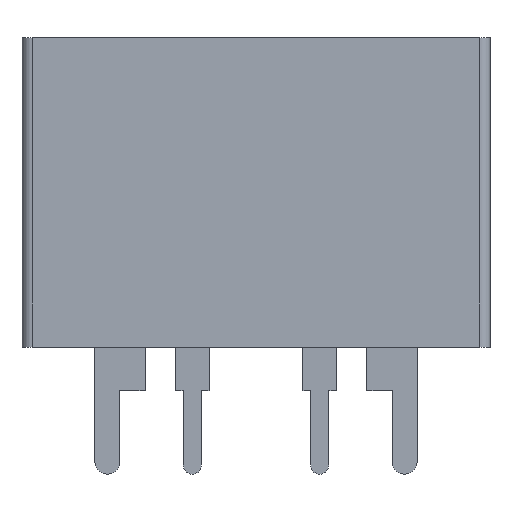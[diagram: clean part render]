
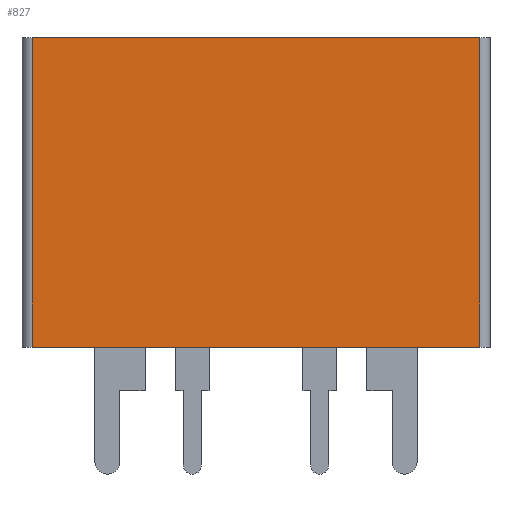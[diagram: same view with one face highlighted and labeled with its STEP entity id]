
A CAD part, top view. The second image highlights one B-rep face of the part: STEP entity #827.
In plain terms, the highlighted planar face has unit normal (0, 0, 1).
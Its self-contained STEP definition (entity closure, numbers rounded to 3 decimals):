
#10 = EDGE_CURVE ( 'NONE', #534, #3322, #106, .T. ) ;
#106 = LINE ( 'NONE', #3266, #2262 ) ;
#303 = EDGE_CURVE ( 'NONE', #534, #1214, #919, .T. ) ;
#464 = CARTESIAN_POINT ( 'NONE',  ( -10.292, -10.05, 31.75 ) ) ;
#474 = VECTOR ( 'NONE', #3024, 1000. ) ;
#534 = VERTEX_POINT ( 'NONE', #609 ) ;
#609 = CARTESIAN_POINT ( 'NONE',  ( 16.508, -10.05, 31.75 ) ) ;
#722 = LINE ( 'NONE', #2629, #1396 ) ;
#805 = DIRECTION ( 'NONE',  ( 1., 0., 0. ) ) ;
#827 = ADVANCED_FACE ( 'NONE', ( #2148 ), #1392, .F. ) ;
#917 = DIRECTION ( 'NONE',  ( 0., 1., 0. ) ) ;
#919 = LINE ( 'NONE', #1039, #474 ) ;
#943 = VECTOR ( 'NONE', #1719, 1000. ) ;
#1039 = CARTESIAN_POINT ( 'NONE',  ( 16.508, -10.05, 31.75 ) ) ;
#1214 = VERTEX_POINT ( 'NONE', #1298 ) ;
#1298 = CARTESIAN_POINT ( 'NONE',  ( 16.508, 8.45, 31.75 ) ) ;
#1392 = PLANE ( 'NONE',  #2293 ) ;
#1396 = VECTOR ( 'NONE', #917, 1000. ) ;
#1430 = VERTEX_POINT ( 'NONE', #3335 ) ;
#1580 = EDGE_CURVE ( 'NONE', #3322, #1430, #722, .T. ) ;
#1604 = ORIENTED_EDGE ( 'NONE', *, *, #303, .T. ) ;
#1693 = CARTESIAN_POINT ( 'NONE',  ( 3.108, -10.05, 31.75 ) ) ;
#1719 = DIRECTION ( 'NONE',  ( -1., 0., 0. ) ) ;
#2027 = EDGE_LOOP ( 'NONE', ( #3283, #2388, #2146, #1604 ) ) ;
#2146 = ORIENTED_EDGE ( 'NONE', *, *, #10, .F. ) ;
#2148 = FACE_OUTER_BOUND ( 'NONE', #2027, .T. ) ;
#2262 = VECTOR ( 'NONE', #3234, 1000. ) ;
#2293 = AXIS2_PLACEMENT_3D ( 'NONE', #1693, #3627, #805 ) ;
#2360 = LINE ( 'NONE', #3139, #943 ) ;
#2388 = ORIENTED_EDGE ( 'NONE', *, *, #1580, .F. ) ;
#2629 = CARTESIAN_POINT ( 'NONE',  ( -10.292, -10.05, 31.75 ) ) ;
#2717 = EDGE_CURVE ( 'NONE', #1214, #1430, #2360, .T. ) ;
#3024 = DIRECTION ( 'NONE',  ( 0., 1., 0. ) ) ;
#3139 = CARTESIAN_POINT ( 'NONE',  ( 3.108, 8.45, 31.75 ) ) ;
#3234 = DIRECTION ( 'NONE',  ( -1., 0., 0. ) ) ;
#3266 = CARTESIAN_POINT ( 'NONE',  ( 3.108, -10.05, 31.75 ) ) ;
#3283 = ORIENTED_EDGE ( 'NONE', *, *, #2717, .T. ) ;
#3322 = VERTEX_POINT ( 'NONE', #464 ) ;
#3335 = CARTESIAN_POINT ( 'NONE',  ( -10.292, 8.45, 31.75 ) ) ;
#3627 = DIRECTION ( 'NONE',  ( 0., 0., -1. ) ) ;
